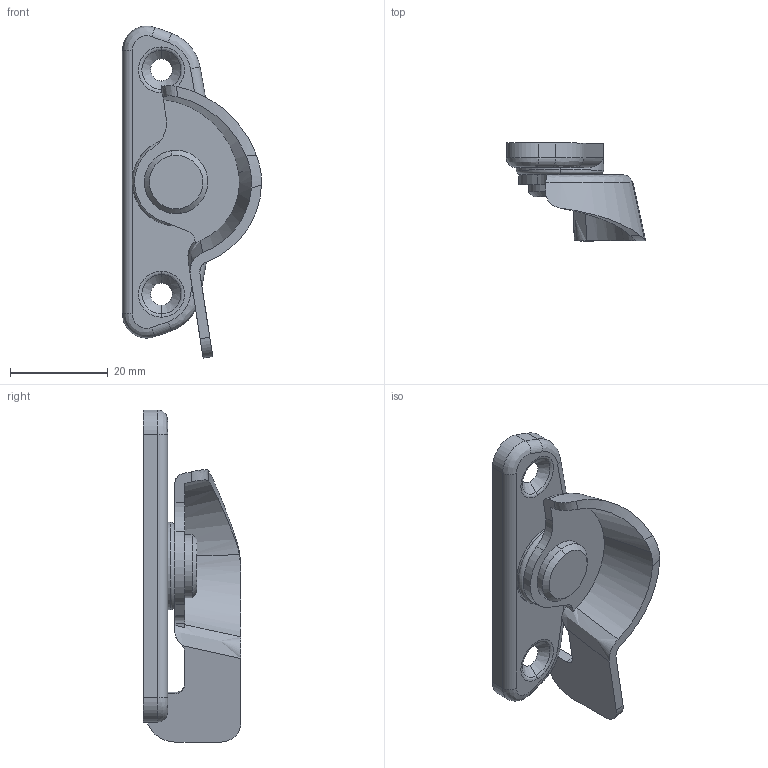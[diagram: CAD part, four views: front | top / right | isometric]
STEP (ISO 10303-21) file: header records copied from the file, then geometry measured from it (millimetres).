
FILE_DESCRIPTION( (''), '2;1');
FILE_NAME ('PC005.16280.TL_443_R_6632.stp','2024-01-23T18:58:21',(''),(''),'spGate 19.8.4 (****-****-****-****)','','');
FILE_SCHEMA (('AUTOMOTIVE_DESIGN'));
Length unit declared in the file: millimetre
Products named in the file (4): Assembly; ベース; レバー; スプリング
Assembly tree (3 placements, depth 2):
  Assembly
    ベース
    レバー
    スプリング
Bounding box: 28.54 x 20 x 68.08 mm (x, y, z)
Volume: 4756.3 mm3; surface area: 7054 mm2
Topology: 3 solids, 3 shells, 183 faces, 457 edges, 284 vertices
Faces by surface type: bspline 62, cylinder 61, plane 60
Entity records: 10113 total; most frequent: CARTESIAN_POINT 2270, ORIENTED_EDGE 910, DIRECTION 812, COLOUR_RGB 641, PRESENTATION_STYLE_ASSIGNMENT 641, STYLED_ITEM 641, EDGE_CURVE 455, DRAUGHTING_PRE_DEFINED_CURVE_FONT 455
